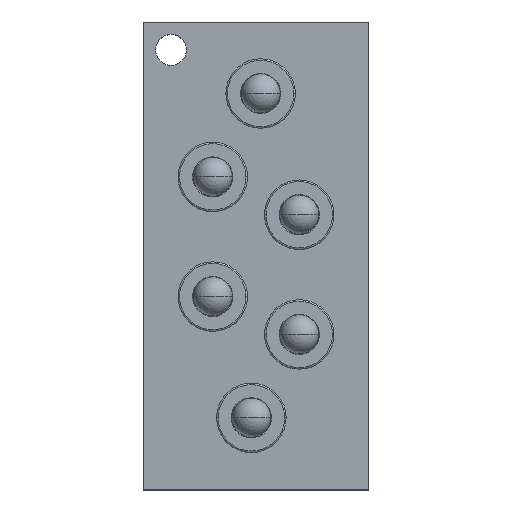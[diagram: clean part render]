
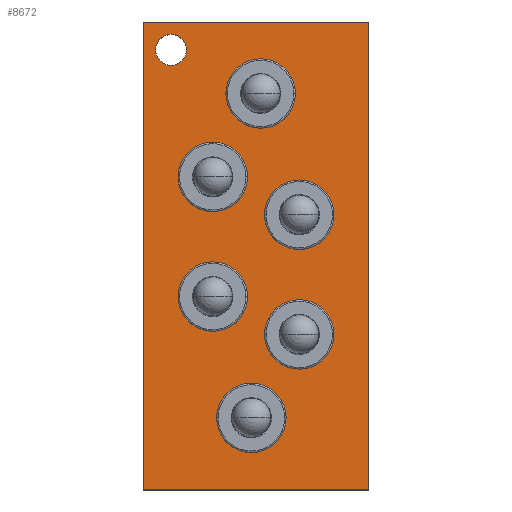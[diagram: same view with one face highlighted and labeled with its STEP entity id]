
A CAD part, top view. The second image highlights one B-rep face of the part: STEP entity #8672.
In plain terms, the highlighted planar face has unit normal (0, 0, 1).
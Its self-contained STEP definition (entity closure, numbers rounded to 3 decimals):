
#8437=CARTESIAN_POINT('',(-6.5,13.35,6.1));
#8438=VERTEX_POINT('',#8437);
#8454=CARTESIAN_POINT('',(-4.5,13.35,6.1));
#8455=VERTEX_POINT('',#8454);
#8462=CARTESIAN_POINT('',(-5.5,13.35,6.1));
#8463=DIRECTION('',(0.0,0.0,-1.0));
#8464=DIRECTION('',(-1.0,0.0,0.0));
#8465=AXIS2_PLACEMENT_3D('',#8462,#8463,#8464);
#8466=CIRCLE('',#8465,1.0);
#8467=EDGE_CURVE('',#8438,#8455,#8466,.T.);
#8499=CARTESIAN_POINT('',(-5.5,13.35,6.1));
#8500=DIRECTION('',(0.0,0.0,-1.0));
#8501=DIRECTION('',(-1.0,0.0,0.0));
#8502=AXIS2_PLACEMENT_3D('',#8499,#8500,#8501);
#8503=CIRCLE('',#8502,1.0);
#8504=EDGE_CURVE('',#8455,#8438,#8503,.T.);
#8522=CARTESIAN_POINT('',(-7.3,15.15,6.1));
#8523=VERTEX_POINT('',#8522);
#8524=CARTESIAN_POINT('',(7.3,15.15,6.1));
#8525=VERTEX_POINT('',#8524);
#8526=CARTESIAN_POINT('',(-7.3,15.15,6.1));
#8527=DIRECTION('',(1.0,0.0,0.0));
#8528=VECTOR('',#8527,14.6);
#8529=LINE('',#8526,#8528);
#8530=EDGE_CURVE('',#8523,#8525,#8529,.T.);
#8562=CARTESIAN_POINT('',(7.3,-15.15,6.1));
#8563=VERTEX_POINT('',#8562);
#8564=CARTESIAN_POINT('',(7.3,15.15,6.1));
#8565=DIRECTION('',(0.0,-1.0,0.0));
#8566=VECTOR('',#8565,30.3);
#8567=LINE('',#8564,#8566);
#8568=EDGE_CURVE('',#8525,#8563,#8567,.T.);
#8593=CARTESIAN_POINT('',(-7.3,-15.15,6.1));
#8594=VERTEX_POINT('',#8593);
#8595=CARTESIAN_POINT('',(7.3,-15.15,6.1));
#8596=DIRECTION('',(-1.0,0.0,0.0));
#8597=VECTOR('',#8596,14.6);
#8598=LINE('',#8595,#8597);
#8599=EDGE_CURVE('',#8563,#8594,#8598,.T.);
#8624=CARTESIAN_POINT('',(-7.3,-15.15,6.1));
#8625=DIRECTION('',(0.0,1.0,0.0));
#8626=VECTOR('',#8625,30.3);
#8627=LINE('',#8624,#8626);
#8628=EDGE_CURVE('',#8594,#8523,#8627,.T.);
#8657=CARTESIAN_POINT('',(0.,0.,6.1));
#8658=DIRECTION('',(0.0,0.0,1.0));
#8659=DIRECTION('',(1.0,0.0,0.0));
#8660=AXIS2_PLACEMENT_3D('',#8657,#8658,#8659);
#8661=PLANE('',#8660);
#8662=ORIENTED_EDGE('',*,*,#8530,.F.);
#8663=ORIENTED_EDGE('',*,*,#8628,.F.);
#8664=ORIENTED_EDGE('',*,*,#8599,.F.);
#8665=ORIENTED_EDGE('',*,*,#8568,.F.);
#8666=EDGE_LOOP('',(#8662,#8663,#8664,#8665));
#8667=FACE_OUTER_BOUND('',#8666,.T.);
#8668=ORIENTED_EDGE('',*,*,#8467,.T.);
#8669=ORIENTED_EDGE('',*,*,#8504,.T.);
#8670=EDGE_LOOP('',(#8668,#8669));
#8671=FACE_BOUND('',#8670,.T.);
#8672=ADVANCED_FACE('',(#8667,#8671),#8661,.T.);
